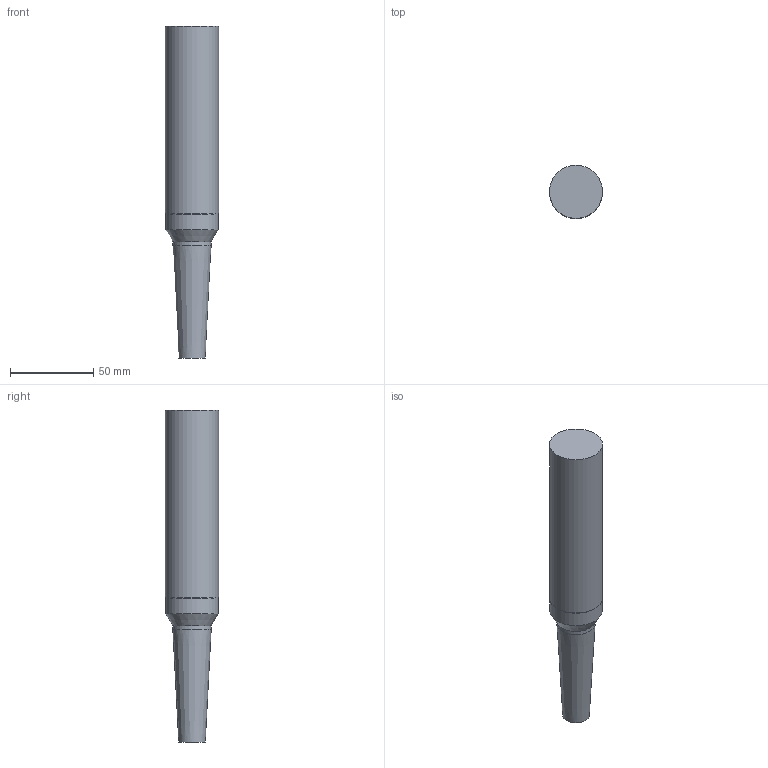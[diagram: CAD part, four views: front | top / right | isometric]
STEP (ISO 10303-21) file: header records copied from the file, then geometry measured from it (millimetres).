
FILE_DESCRIPTION((''),'1');
FILE_NAME('ST32-SRC10S-200-K70.stp','2013-09-19T06:29:50',(''),(''),'Spatial Interop R18','Kubotek KeyCreator V8.5.1 (14335)',' ');
FILE_SCHEMA(('CONFIG_CONTROL_DESIGN'));
Length unit declared in the file: millimetre
Products named in the file (1): 1
Bounding box: 32 x 32 x 200 mm (x, y, z)
Volume: 124310.5 mm3; surface area: 18388.5 mm2
Topology: 1 solids, 1 shells, 8 faces, 13 edges, 7 vertices
Faces by surface type: cylinder 3, cone 3, plane 2
Full cylindrical faces by diameter (mm): 23.1 x1, 31.6 x1, 32 x1
Entity records: 198 total; most frequent: DIRECTION 32, CARTESIAN_POINT 23, AXIS2_PLACEMENT_3D 16, EDGE_LOOP 14, ORIENTED_EDGE 14, FACE_BOUND 12, ADVANCED_FACE 8, EDGE_CURVE 7
